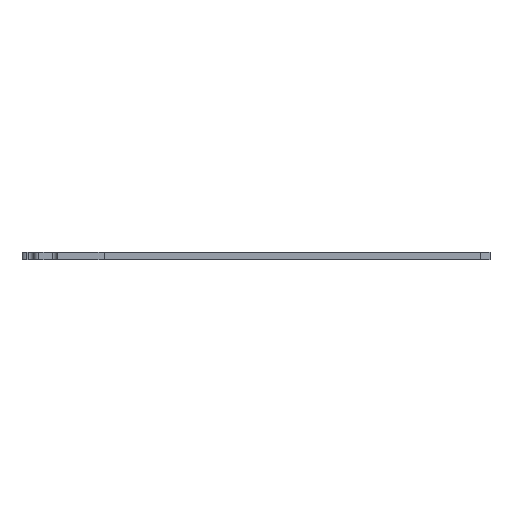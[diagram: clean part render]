
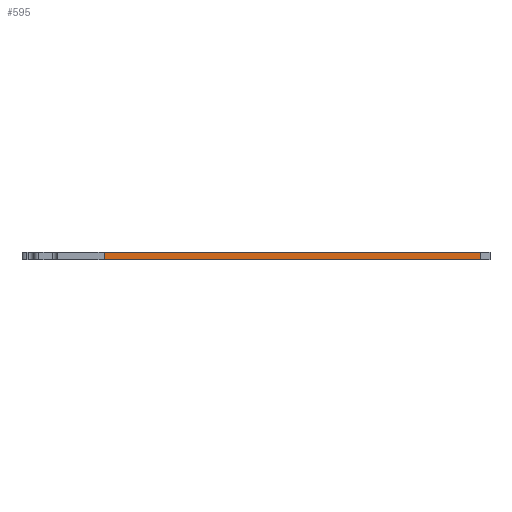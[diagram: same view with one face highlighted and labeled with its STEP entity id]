
A CAD part, front view. The second image highlights one B-rep face of the part: STEP entity #595.
In plain terms, the highlighted planar face has unit normal (0, -1, 0).
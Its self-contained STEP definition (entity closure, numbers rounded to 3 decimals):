
#55=FACE_OUTER_BOUND('',#101,.T.);
#101=EDGE_LOOP('',(#489,#490,#491,#492));
#160=LINE('',#791,#216);
#163=LINE('',#910,#219);
#185=LINE('',#1244,#241);
#186=LINE('',#1246,#242);
#216=VECTOR('',#660,10.);
#219=VECTOR('',#665,10.);
#241=VECTOR('',#691,10.);
#242=VECTOR('',#694,10.);
#278=VERTEX_POINT('',#788);
#279=VERTEX_POINT('',#790);
#289=VERTEX_POINT('',#908);
#290=VERTEX_POINT('',#909);
#334=EDGE_CURVE('',#278,#279,#160,.T.);
#345=EDGE_CURVE('',#289,#290,#163,.T.);
#381=EDGE_CURVE('',#289,#279,#185,.T.);
#382=EDGE_CURVE('',#278,#290,#186,.T.);
#489=ORIENTED_EDGE('',*,*,#381,.T.);
#490=ORIENTED_EDGE('',*,*,#334,.F.);
#491=ORIENTED_EDGE('',*,*,#382,.T.);
#492=ORIENTED_EDGE('',*,*,#345,.F.);
#573=PLANE('',#633);
#595=ADVANCED_FACE('',(#55),#573,.T.);
#633=AXIS2_PLACEMENT_3D('',#1245,#692,#693);
#660=DIRECTION('',(-1.,0.,0.));
#665=DIRECTION('',(1.,0.,0.));
#691=DIRECTION('',(0.,0.,-1.));
#692=DIRECTION('center_axis',(0.,-1.,0.));
#693=DIRECTION('ref_axis',(1.,0.,0.));
#694=DIRECTION('',(0.,0.,1.));
#788=CARTESIAN_POINT('',(1873.273,-2516.983,-14.));
#790=CARTESIAN_POINT('',(1721.446,-2516.983,-14.));
#791=CARTESIAN_POINT('',(1873.273,-2516.983,-14.));
#908=CARTESIAN_POINT('',(1721.446,-2516.983,-11.));
#909=CARTESIAN_POINT('',(1873.273,-2516.983,-11.));
#910=CARTESIAN_POINT('',(1873.273,-2516.983,-11.));
#1244=CARTESIAN_POINT('',(1721.446,-2516.983,-14.));
#1245=CARTESIAN_POINT('Origin',(1704.586,-2516.983,-14.));
#1246=CARTESIAN_POINT('',(1873.273,-2516.983,-14.));
